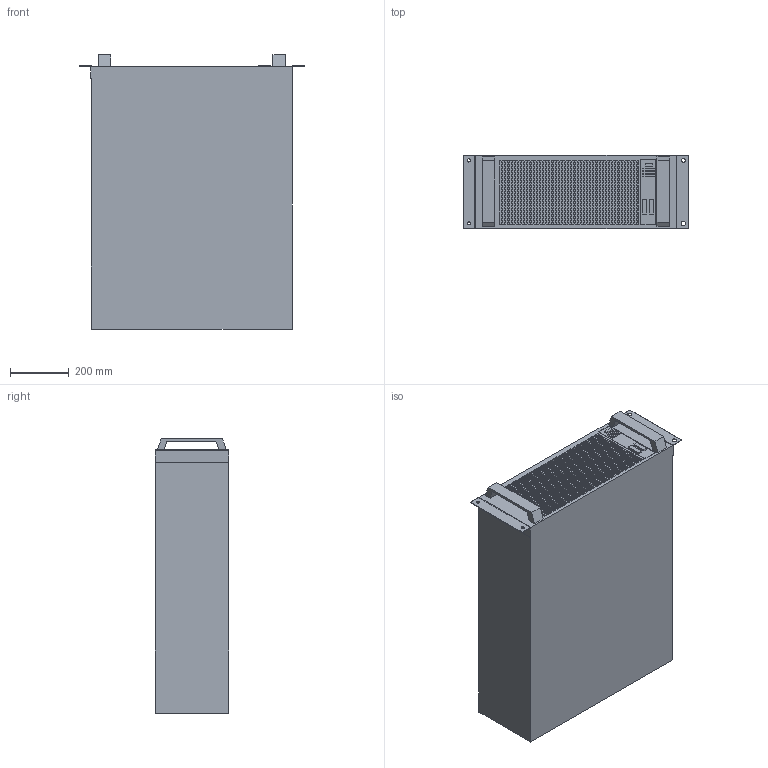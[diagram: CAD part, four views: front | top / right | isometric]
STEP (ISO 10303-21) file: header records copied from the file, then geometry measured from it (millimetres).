
FILE_DESCRIPTION (( 'STEP AP203' ), '1' );
FILE_NAME ('購 蠂櫡 MPOM.STEP', '2023-10-09T12:24:42', ( '' ), ( '' ), 'SwSTEP 2.0', 'SolidWorks 2022', '' );
FILE_SCHEMA (( 'CONFIG_CONTROL_DESIGN' ));
Products named in the file (1): БК типа MPOM
Bounding box: 770 x 250 x 935 mm (x, y, z)
Volume: 153442954.7 mm3; surface area: 2169336.3 mm2
Topology: 1 solids, 1 shells, 5906 faces, 14445 edges, 9630 vertices
Faces by surface type: plane 5898, cylinder 8
Entity records: 169926 total; most frequent: CARTESIAN_POINT 29982, ORIENTED_EDGE 28890, DIRECTION 26275, EDGE_CURVE 14445, LINE 14429, VECTOR 14429, VERTEX_POINT 9630, EDGE_LOOP 7007
